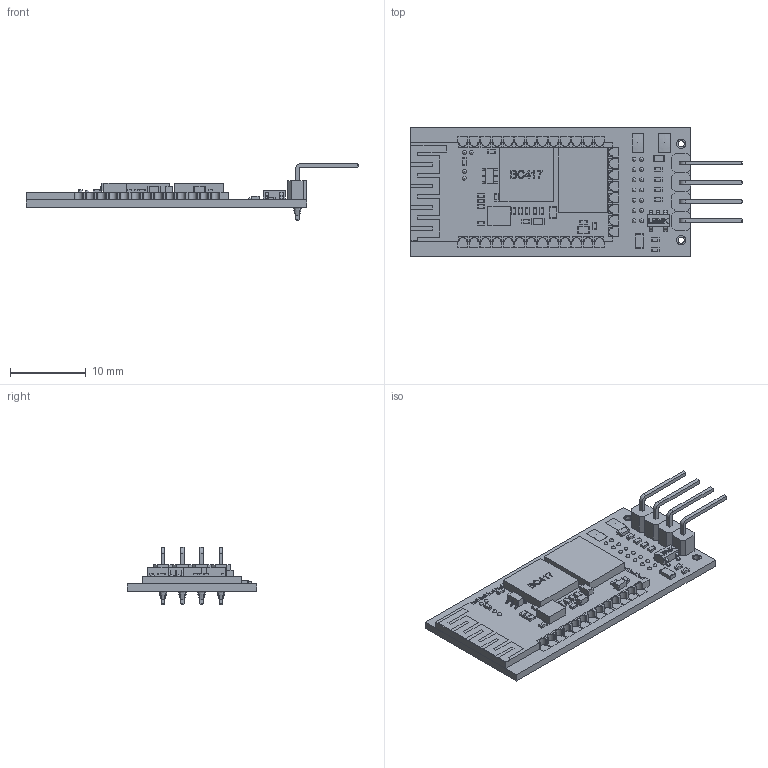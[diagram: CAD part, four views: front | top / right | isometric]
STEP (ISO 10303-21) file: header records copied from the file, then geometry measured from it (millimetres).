
FILE_DESCRIPTION(/* description */ (''),/* implementation_level */ '2;1');
FILE_NAME(/* name */ 'HC-06_Bluetooth_Module.step',/* time_stamp */ '2022-12-04T14:16:15+08:00',/* author */ (''),/* organization */ (''),/* preprocessor_version */ 'ST-DEVELOPER v19.2',/* originating_system */ 'Autodesk Translation Framework v11.17.0.187',/* authorisation */ '');
FILE_SCHEMA (('AUTOMOTIVE_DESIGN { 1 0 10303 214 3 1 1 }'));
Products named in the file (23): HC-06_Bluetooth_Module; board; SPP-C_Bluetooth_Module (1); SPP-C_Bluetooth_Module; BC417; mx; small1005_smd_resistor; smd_capacitor; 16MHz_Resonator_1; SOP-6; small_smd_led; small1005_smd_capacitor; solder_dot_round_small; smd_led; 5V_regulator; solder_dot_round_small (1); smd1608_resistor; smd1005_smd_capacitor; smd1005_resistor; pin_header_group; pin_header_90_degree_bend; solder; solder_rectangle
Assembly tree (63 placements, depth 3):
  HC-06_Bluetooth_Module
    board
    SPP-C_Bluetooth_Module (1)
      SPP-C_Bluetooth_Module
      BC417
      mx
      small1005_smd_capacitor  x10
      smd_capacitor  x3
      small1005_smd_resistor
      small_smd_led  x4
      16MHz_Resonator_1
      SOP-6
      solder_dot_round_small  x4
    smd_led
    smd1005_smd_capacitor  x3
    5V_regulator
    solder_dot_round_small (1)  x14
    solder_rectangle  x2
    smd1005_resistor  x3
    smd1608_resistor
    pin_header_group
      pin_header_90_degree_bend  x4
      solder  x4
Bounding box: 43.73 x 17 x 7.52 mm (x, y, z)
Volume: 1185.7 mm3; surface area: 3431.8 mm2
Topology: 234 solids, 234 shells, 2857 faces, 6957 edges, 4622 vertices
Faces by surface type: plane 2237, bspline 498, cylinder 104, sphere 18
Full cylindrical faces by diameter (mm): 0.8 x6, 1.2 x12
Entity records: 75536 total; most frequent: CARTESIAN_POINT 20670, ORIENTED_EDGE 11910, DIRECTION 9141, EDGE_CURVE 5955, LINE 4785, VECTOR 4785, VERTEX_POINT 3968, EDGE_LOOP 2489
